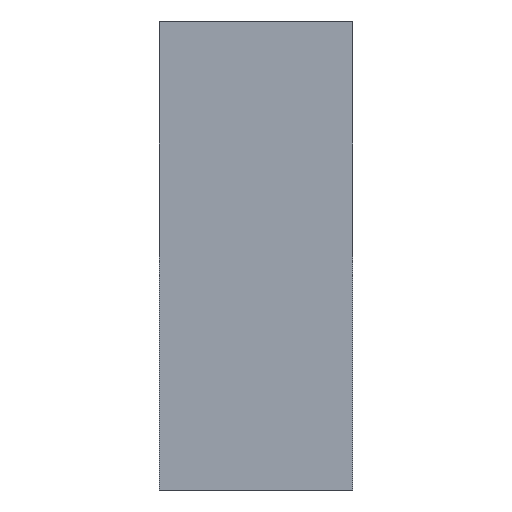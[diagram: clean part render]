
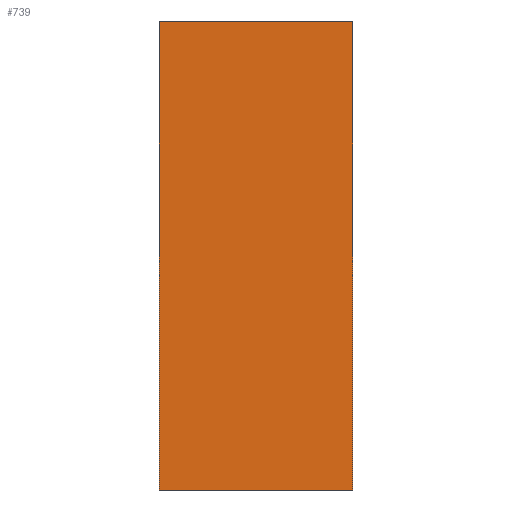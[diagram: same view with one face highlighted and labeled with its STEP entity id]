
A CAD part, left-side view. The second image highlights one B-rep face of the part: STEP entity #739.
In plain terms, the highlighted planar face has unit normal (-1, 0, 0).
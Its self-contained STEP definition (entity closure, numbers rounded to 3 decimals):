
#33 = FACE_OUTER_BOUND ( 'NONE', #302, .T. ) ;
#47 = AXIS2_PLACEMENT_3D ( 'NONE', #974, #215, #128 ) ;
#62 = EDGE_CURVE ( 'NONE', #331, #444, #496, .T. ) ;
#93 = DIRECTION ( 'NONE',  ( 0., 0., 1. ) ) ;
#128 = DIRECTION ( 'NONE',  ( 0., 0., -1. ) ) ;
#203 = ORIENTED_EDGE ( 'NONE', *, *, #803, .F. ) ;
#215 = DIRECTION ( 'NONE',  ( 1., 0., 0. ) ) ;
#241 = VECTOR ( 'NONE', #694, 1000. ) ;
#291 = LINE ( 'NONE', #384, #642 ) ;
#302 = EDGE_LOOP ( 'NONE', ( #405, #898, #203, #598 ) ) ;
#331 = VERTEX_POINT ( 'NONE', #720 ) ;
#333 = VECTOR ( 'NONE', #808, 1000. ) ;
#345 = VERTEX_POINT ( 'NONE', #554 ) ;
#368 = VERTEX_POINT ( 'NONE', #1005 ) ;
#384 = CARTESIAN_POINT ( 'NONE',  ( -1.55, 0., 0.8 ) ) ;
#387 = CARTESIAN_POINT ( 'NONE',  ( -1.55, 0., 0.8 ) ) ;
#403 = DIRECTION ( 'NONE',  ( 0., -1., 0. ) ) ;
#405 = ORIENTED_EDGE ( 'NONE', *, *, #1197, .T. ) ;
#411 = LINE ( 'NONE', #888, #241 ) ;
#444 = VERTEX_POINT ( 'NONE', #387 ) ;
#490 = CARTESIAN_POINT ( 'NONE',  ( -1.55, 0.66, 0.8 ) ) ;
#496 = LINE ( 'NONE', #490, #1120 ) ;
#554 = CARTESIAN_POINT ( 'NONE',  ( -1.55, 0.66, -0.8 ) ) ;
#598 = ORIENTED_EDGE ( 'NONE', *, *, #930, .T. ) ;
#604 = PLANE ( 'NONE',  #47 ) ;
#642 = VECTOR ( 'NONE', #93, 1000. ) ;
#694 = DIRECTION ( 'NONE',  ( 0., 0., 1. ) ) ;
#706 = CARTESIAN_POINT ( 'NONE',  ( -1.55, 0.66, -0.8 ) ) ;
#720 = CARTESIAN_POINT ( 'NONE',  ( -1.55, 0.66, 0.8 ) ) ;
#739 = ADVANCED_FACE ( 'NONE', ( #33 ), #604, .F. ) ;
#803 = EDGE_CURVE ( 'NONE', #345, #331, #411, .T. ) ;
#808 = DIRECTION ( 'NONE',  ( 0., -1., 0. ) ) ;
#888 = CARTESIAN_POINT ( 'NONE',  ( -1.55, 0.66, 0.8 ) ) ;
#898 = ORIENTED_EDGE ( 'NONE', *, *, #62, .F. ) ;
#900 = LINE ( 'NONE', #706, #333 ) ;
#930 = EDGE_CURVE ( 'NONE', #345, #368, #900, .T. ) ;
#974 = CARTESIAN_POINT ( 'NONE',  ( -1.55, 0.66, 0.8 ) ) ;
#1005 = CARTESIAN_POINT ( 'NONE',  ( -1.55, 0., -0.8 ) ) ;
#1120 = VECTOR ( 'NONE', #403, 1000. ) ;
#1197 = EDGE_CURVE ( 'NONE', #368, #444, #291, .T. ) ;
